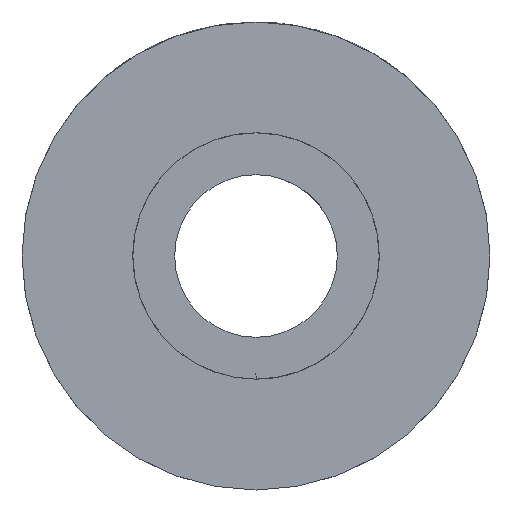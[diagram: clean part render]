
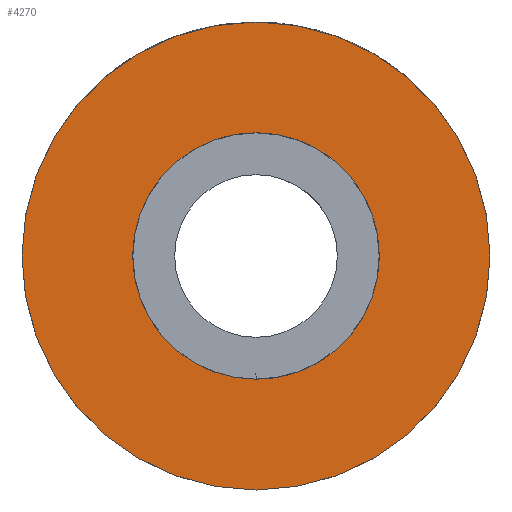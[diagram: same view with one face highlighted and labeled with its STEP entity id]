
A CAD part, left-side view. The second image highlights one B-rep face of the part: STEP entity #4270.
In plain terms, the highlighted planar face has unit normal (-1, 0, 0).
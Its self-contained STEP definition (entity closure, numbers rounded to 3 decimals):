
#67 = CARTESIAN_POINT ( 'NONE',  ( 28.415, 0., 5. ) ) ;
#71 = DIRECTION ( 'NONE',  ( 0., 0., -1. ) ) ;
#169 = DIRECTION ( 'NONE',  ( -1., 0., 0. ) ) ;
#266 = EDGE_CURVE ( 'NONE', #2342, #3330, #4378, .T. ) ;
#366 = CARTESIAN_POINT ( 'NONE',  ( 28.415, 0., 0. ) ) ;
#538 = AXIS2_PLACEMENT_3D ( 'NONE', #3630, #2786, #71 ) ;
#543 = CARTESIAN_POINT ( 'NONE',  ( 28.415, 0., 0. ) ) ;
#762 = DIRECTION ( 'NONE',  ( 0., 0., 1. ) ) ;
#770 = AXIS2_PLACEMENT_3D ( 'NONE', #543, #5000, #3775 ) ;
#1073 = ORIENTED_EDGE ( 'NONE', *, *, #266, .F. ) ;
#1187 = DIRECTION ( 'NONE',  ( -1., 0., 0. ) ) ;
#1542 = AXIS2_PLACEMENT_3D ( 'NONE', #4462, #169, #4218 ) ;
#1583 = FACE_BOUND ( 'NONE', #2879, .T. ) ;
#1790 = EDGE_CURVE ( 'NONE', #2137, #3168, #4141, .T. ) ;
#2038 = PLANE ( 'NONE',  #538 ) ;
#2079 = CARTESIAN_POINT ( 'NONE',  ( 28.415, 0., -5. ) ) ;
#2137 = VERTEX_POINT ( 'NONE', #4013 ) ;
#2342 = VERTEX_POINT ( 'NONE', #2079 ) ;
#2458 = FACE_OUTER_BOUND ( 'NONE', #4541, .T. ) ;
#2786 = DIRECTION ( 'NONE',  ( 1., 0., 0. ) ) ;
#2800 = EDGE_CURVE ( 'NONE', #3330, #2342, #4316, .T. ) ;
#2805 = AXIS2_PLACEMENT_3D ( 'NONE', #2831, #4435, #4193 ) ;
#2831 = CARTESIAN_POINT ( 'NONE',  ( 28.415, 0., 0. ) ) ;
#2840 = ORIENTED_EDGE ( 'NONE', *, *, #2800, .F. ) ;
#2879 = EDGE_LOOP ( 'NONE', ( #2840, #1073 ) ) ;
#3168 = VERTEX_POINT ( 'NONE', #4175 ) ;
#3312 = AXIS2_PLACEMENT_3D ( 'NONE', #366, #1187, #762 ) ;
#3330 = VERTEX_POINT ( 'NONE', #67 ) ;
#3487 = CIRCLE ( 'NONE', #3312, 9.5 ) ;
#3630 = CARTESIAN_POINT ( 'NONE',  ( 28.415, 0., -9.5 ) ) ;
#3775 = DIRECTION ( 'NONE',  ( 0., 0., 1. ) ) ;
#4013 = CARTESIAN_POINT ( 'NONE',  ( 28.415, 0., 9.5 ) ) ;
#4070 = ORIENTED_EDGE ( 'NONE', *, *, #1790, .T. ) ;
#4141 = CIRCLE ( 'NONE', #1542, 9.5 ) ;
#4175 = CARTESIAN_POINT ( 'NONE',  ( 28.415, 0., -9.5 ) ) ;
#4193 = DIRECTION ( 'NONE',  ( 0., 0., 1. ) ) ;
#4218 = DIRECTION ( 'NONE',  ( 0., 0., 1. ) ) ;
#4249 = EDGE_CURVE ( 'NONE', #3168, #2137, #3487, .T. ) ;
#4270 = ADVANCED_FACE ( 'NONE', ( #1583, #2458 ), #2038, .F. ) ;
#4316 = CIRCLE ( 'NONE', #2805, 5. ) ;
#4378 = CIRCLE ( 'NONE', #770, 5. ) ;
#4435 = DIRECTION ( 'NONE',  ( -1., 0., 0. ) ) ;
#4462 = CARTESIAN_POINT ( 'NONE',  ( 28.415, 0., 0. ) ) ;
#4541 = EDGE_LOOP ( 'NONE', ( #4070, #4926 ) ) ;
#4926 = ORIENTED_EDGE ( 'NONE', *, *, #4249, .T. ) ;
#5000 = DIRECTION ( 'NONE',  ( -1., 0., 0. ) ) ;
